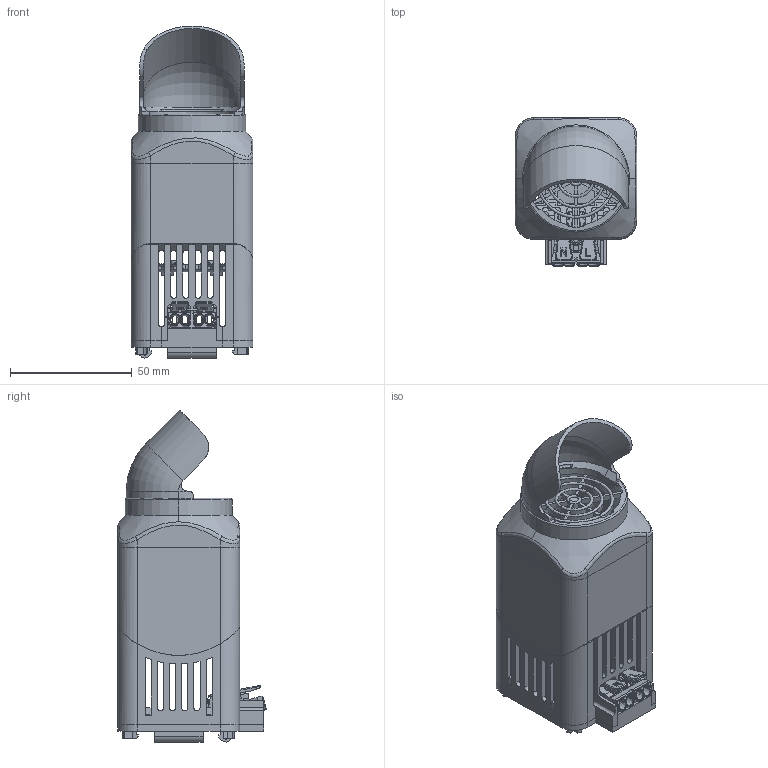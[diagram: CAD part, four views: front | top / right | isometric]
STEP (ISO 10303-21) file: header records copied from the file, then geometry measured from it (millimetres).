
FILE_DESCRIPTION (( 'STEP AP214' ), '1' );
FILE_NAME ('01925.0-00_Stegojet_komplett~0.STEP', '2013-10-22T09:41:23', ( '' ), ( '' ), 'SwSTEP 2.0', 'SolidWorks 2013', '' );
FILE_SCHEMA (( 'AUTOMOTIVE_DESIGN' ));
Length unit declared in the file: millimetre
Products named in the file (1): 01925.0-00_Stegojet_komplett~0
Bounding box: 50 x 60.93 x 136.24 mm (x, y, z)
Surface area: 51954.2 mm2 (no closed solid volume)
Topology: 0 solids, 25 shells, 929 faces, 4420 edges, 3355 vertices
Faces by surface type: plane 512, cylinder 220, bspline 79, torus 67, cone 51
Entity records: 62539 total; most frequent: CARTESIAN_POINT 18867, ORIENTED_EDGE 6541, DIRECTION 6381, EDGE_CURVE 4420, VERTEX_POINT 3355, VECTOR 2629, LINE 2629, AXIS2_PLACEMENT_3D 1876
